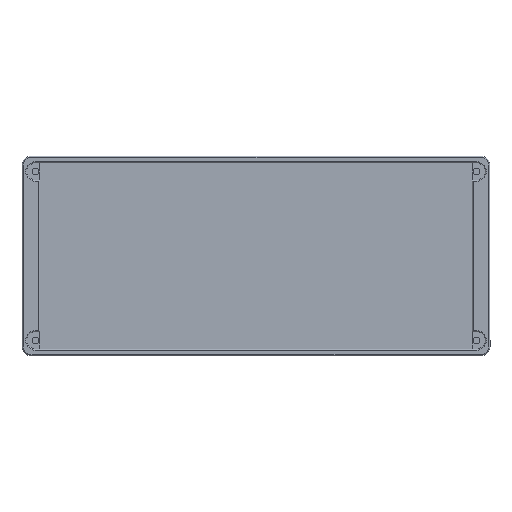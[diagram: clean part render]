
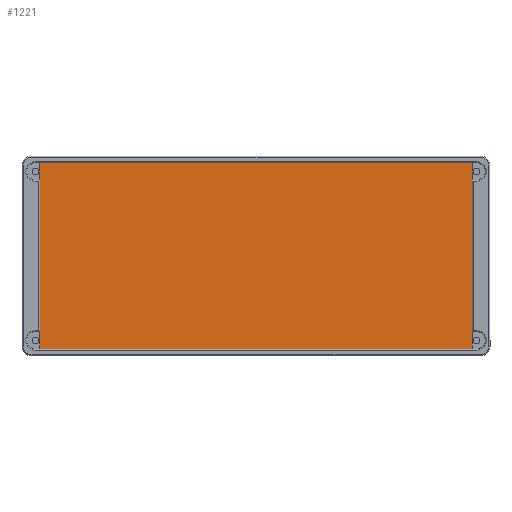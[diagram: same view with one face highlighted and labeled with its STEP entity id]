
A CAD part, top view. The second image highlights one B-rep face of the part: STEP entity #1221.
In plain terms, the highlighted planar face has unit normal (0, 0, 1).
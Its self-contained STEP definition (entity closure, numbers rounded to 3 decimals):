
#71=PLANE('',#1343);
#139=FACE_OUTER_BOUND('',#215,.T.);
#215=EDGE_LOOP('',(#1070,#1071,#1072,#1073));
#344=LINE('',#1901,#471);
#353=LINE('',#1920,#480);
#392=LINE('',#2027,#519);
#393=LINE('',#2028,#520);
#471=VECTOR('',#1531,10.);
#480=VECTOR('',#1548,10.);
#519=VECTOR('',#1663,10.);
#520=VECTOR('',#1664,10.);
#589=VERTEX_POINT('',#1898);
#590=VERTEX_POINT('',#1900);
#596=VERTEX_POINT('',#1918);
#626=VERTEX_POINT('',#2026);
#721=EDGE_CURVE('',#590,#589,#344,.T.);
#731=EDGE_CURVE('',#596,#589,#353,.T.);
#784=EDGE_CURVE('',#596,#626,#392,.T.);
#785=EDGE_CURVE('',#590,#626,#393,.T.);
#1070=ORIENTED_EDGE('',*,*,#731,.F.);
#1071=ORIENTED_EDGE('',*,*,#784,.T.);
#1072=ORIENTED_EDGE('',*,*,#785,.F.);
#1073=ORIENTED_EDGE('',*,*,#721,.T.);
#1221=ADVANCED_FACE('',(#139),#71,.T.);
#1343=AXIS2_PLACEMENT_3D('',#2025,#1661,#1662);
#1531=DIRECTION('',(0.,1.,0.));
#1548=DIRECTION('',(1.,0.,0.));
#1661=DIRECTION('center_axis',(0.,0.,1.));
#1662=DIRECTION('ref_axis',(1.,0.,0.));
#1663=DIRECTION('',(0.,-1.,0.));
#1664=DIRECTION('',(-1.,0.,0.));
#1898=CARTESIAN_POINT('',(1.,81.963,0.));
#1900=CARTESIAN_POINT('',(1.,-1.,0.));
#1901=CARTESIAN_POINT('',(1.,74.262,0.));
#1918=CARTESIAN_POINT('',(-191.5,81.963,0.));
#1920=CARTESIAN_POINT('',(1.,81.963,0.));
#2025=CARTESIAN_POINT('Origin',(-95.25,40.481,0.));
#2026=CARTESIAN_POINT('',(-191.5,-1.,0.));
#2027=CARTESIAN_POINT('',(-191.5,6.7,0.));
#2028=CARTESIAN_POINT('',(-193.5,-1.,0.));
